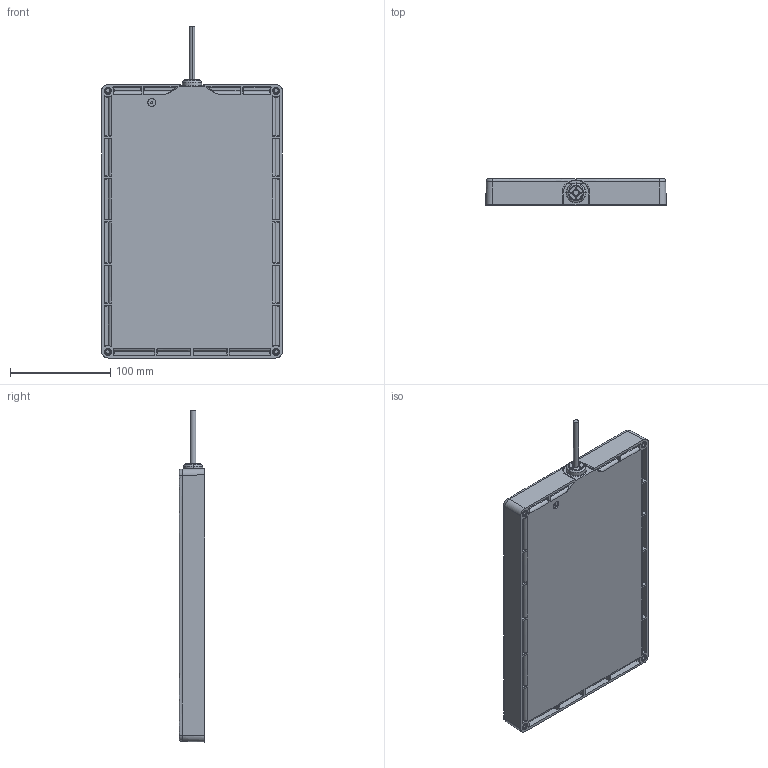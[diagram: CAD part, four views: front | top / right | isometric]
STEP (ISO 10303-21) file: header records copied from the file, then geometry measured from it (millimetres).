
FILE_DESCRIPTION((''),'2;1');
FILE_NAME('157874_SW','2011-09-07T',('banengservice'),('BANNER ENGINEERING'),'PRO/ENGINEER BY PARAMETRIC TECHNOLOGY CORPORATION, 2009141','PRO/ENGINEER BY PARAMETRIC TECHNOLOGY CORPORATION, 2009141','');
FILE_SCHEMA(('CONFIG_CONTROL_DESIGN'));
Length unit declared in the file: inch
Products named in the file (1): 157874_SW
Bounding box: 180.1 x 25.77 x 331.04 mm (x, y, z)
Volume: 380167.1 mm3; surface area: 273984.5 mm2
Topology: 3 solids, 3 shells, 1032 faces, 2404 edges, 1472 vertices
Faces by surface type: plane 336, cylinder 237, cone 196, bspline 130, sphere 78, torus 55
Entity records: 42710 total; most frequent: CARTESIAN_POINT 19969, ORIENTED_EDGE 4808, DIRECTION 4598, EDGE_CURVE 2404, AXIS2_PLACEMENT_3D 1803, VERTEX_POINT 1472, EDGE_LOOP 1132, FACE_OUTER_BOUND 1032
